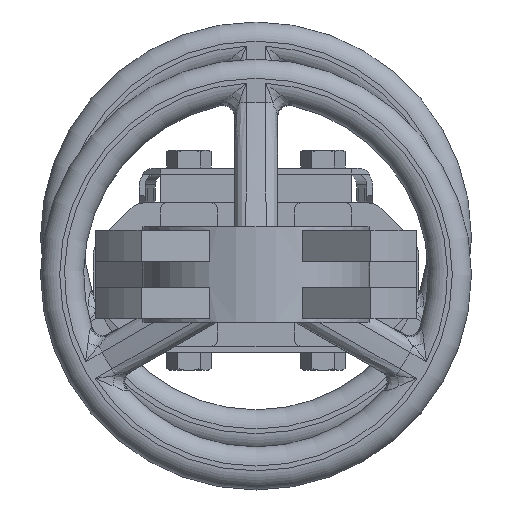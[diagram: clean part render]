
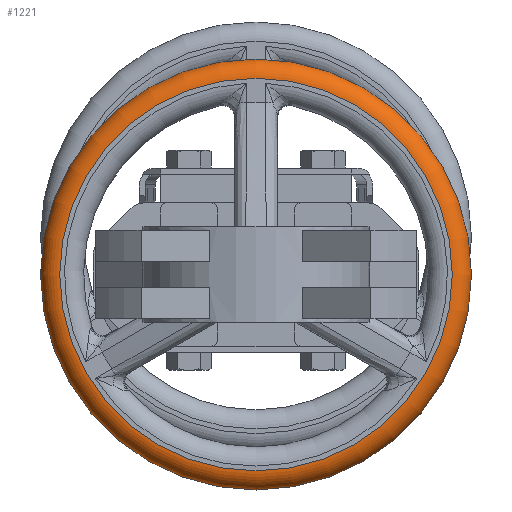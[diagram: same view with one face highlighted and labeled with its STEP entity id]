
A CAD part, front view. The second image highlights one B-rep face of the part: STEP entity #1221.
In plain terms, the highlighted toroidal (fillet/blend) face has major radius 82 mm and minor radius 8 mm.
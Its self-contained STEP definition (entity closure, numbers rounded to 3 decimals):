
#1221 = ADVANCED_FACE( '', ( #2859, #2860 ), #2861, .T. );
#2859 = FACE_OUTER_BOUND( '', #7201, .T. );
#2860 = FACE_OUTER_BOUND( '', #7202, .T. );
#2861 = TOROIDAL_SURFACE( '', #7203, 82., 8. );
#7201 = EDGE_LOOP( '', ( #13444 ) );
#7202 = EDGE_LOOP( '', ( #13445 ) );
#7203 = AXIS2_PLACEMENT_3D( '', #13446, #13447, #13448 );
#13444 = ORIENTED_EDGE( '', *, *, #17516, .F. );
#13445 = ORIENTED_EDGE( '', *, *, #17871, .F. );
#13446 = CARTESIAN_POINT( '', ( 0., 45., 0. ) );
#13447 = DIRECTION( '', ( 0., 1., 0. ) );
#13448 = DIRECTION( '', ( 0., 0., 1. ) );
#17516 = EDGE_CURVE( '', #20426, #20426, #20427, .T. );
#17871 = EDGE_CURVE( '', #20954, #20954, #20955, .F. );
#20426 = VERTEX_POINT( '', #28220 );
#20427 = CIRCLE( '', #28221, 90. );
#20954 = VERTEX_POINT( '', #30030 );
#20955 = CIRCLE( '', #30031, 82. );
#28220 = CARTESIAN_POINT( '', ( 0., 45., 90. ) );
#28221 = AXIS2_PLACEMENT_3D( '', #33955, #33956, #33957 );
#30030 = CARTESIAN_POINT( '', ( 0., 37., 82. ) );
#30031 = AXIS2_PLACEMENT_3D( '', #34307, #34308, #34309 );
#33955 = CARTESIAN_POINT( '', ( 0., 45., 0. ) );
#33956 = DIRECTION( '', ( 0., 1., 0. ) );
#33957 = DIRECTION( '', ( 0., 0., 1. ) );
#34307 = CARTESIAN_POINT( '', ( 0., 37., 0. ) );
#34308 = DIRECTION( '', ( 0., 1., 0. ) );
#34309 = DIRECTION( '', ( 0., 0., 1. ) );
